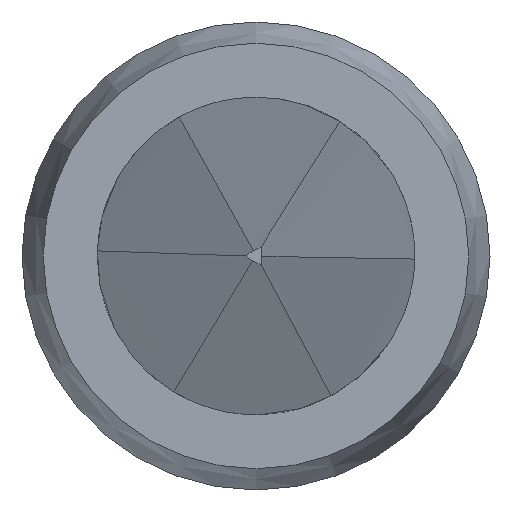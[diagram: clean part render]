
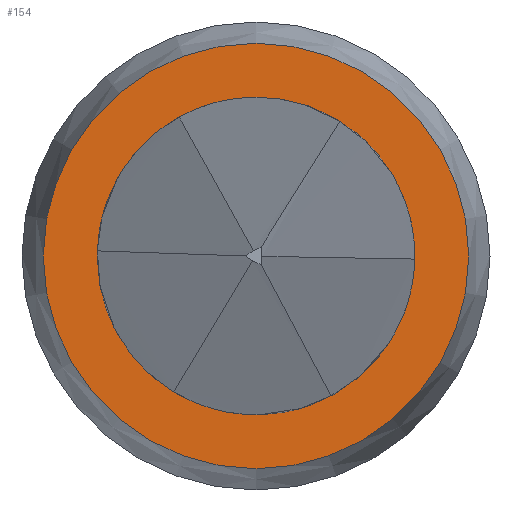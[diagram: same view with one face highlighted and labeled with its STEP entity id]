
A CAD part, left-side view. The second image highlights one B-rep face of the part: STEP entity #154.
In plain terms, the highlighted planar face has unit normal (-1, 0, 0).
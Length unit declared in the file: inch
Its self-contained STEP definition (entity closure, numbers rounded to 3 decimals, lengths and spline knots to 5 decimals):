
#19 = CARTESIAN_POINT ( 'NONE',  ( 0., 0., 0. ) ) ;
#28 = DIRECTION ( 'NONE',  ( -1., 0., 0. ) ) ;
#60 = ORIENTED_EDGE ( 'NONE', *, *, #300, .F. ) ;
#87 = CARTESIAN_POINT ( 'NONE',  ( 0., 0., -0.014 ) ) ;
#94 = VERTEX_POINT ( 'NONE', #1220 ) ;
#100 = AXIS2_PLACEMENT_3D ( 'NONE', #472, #28, #1346 ) ;
#154 = ADVANCED_FACE ( 'NONE', ( #1323, #1419 ), #422, .T. ) ;
#209 = EDGE_LOOP ( 'NONE', ( #60 ) ) ;
#247 = CIRCLE ( 'NONE', #583, 0.01045 ) ;
#294 = ORIENTED_EDGE ( 'NONE', *, *, #890, .T. ) ;
#300 = EDGE_CURVE ( 'NONE', #1319, #1319, #1064, .T. ) ;
#310 = DIRECTION ( 'NONE',  ( 1., 0., 0. ) ) ;
#422 = PLANE ( 'NONE',  #100 ) ;
#431 = CARTESIAN_POINT ( 'NONE',  ( 0., 0., 0. ) ) ;
#472 = CARTESIAN_POINT ( 'NONE',  ( 0., 0.014, 0. ) ) ;
#583 = AXIS2_PLACEMENT_3D ( 'NONE', #431, #310, #636 ) ;
#636 = DIRECTION ( 'NONE',  ( 0., 0., 1. ) ) ;
#780 = DIRECTION ( 'NONE',  ( 1., 0., 0. ) ) ;
#818 = AXIS2_PLACEMENT_3D ( 'NONE', #19, #780, #1223 ) ;
#890 = EDGE_CURVE ( 'NONE', #94, #94, #247, .T. ) ;
#969 = EDGE_LOOP ( 'NONE', ( #294 ) ) ;
#1064 = CIRCLE ( 'NONE', #818, 0.014 ) ;
#1220 = CARTESIAN_POINT ( 'NONE',  ( 0., 0., 0.01045 ) ) ;
#1223 = DIRECTION ( 'NONE',  ( 0., 0., -1. ) ) ;
#1319 = VERTEX_POINT ( 'NONE', #87 ) ;
#1323 = FACE_BOUND ( 'NONE', #969, .T. ) ;
#1346 = DIRECTION ( 'NONE',  ( 0., 0., 1. ) ) ;
#1419 = FACE_OUTER_BOUND ( 'NONE', #209, .T. ) ;
